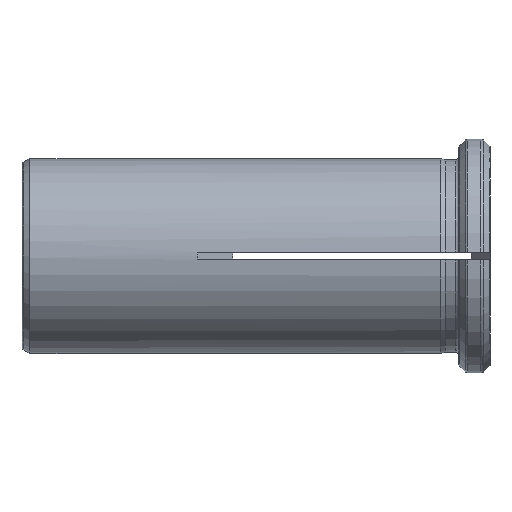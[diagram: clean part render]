
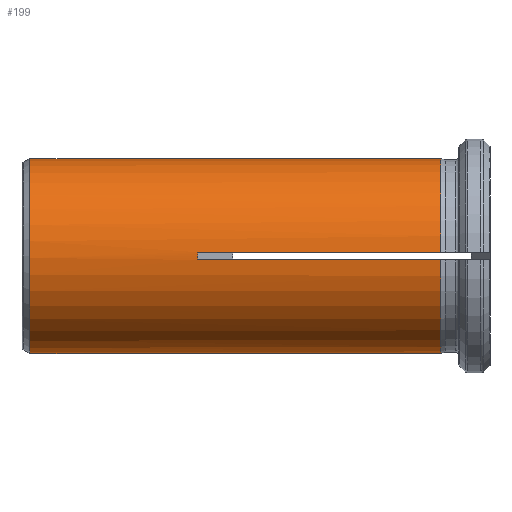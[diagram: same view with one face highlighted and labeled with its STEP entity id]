
A CAD part, front view. The second image highlights one B-rep face of the part: STEP entity #199.
In plain terms, the highlighted cylindrical face has radius 12.5 mm (diameter 25 mm), a full revolution.
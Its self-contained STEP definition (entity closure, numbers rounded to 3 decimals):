
#199=ADVANCED_FACE( '', ( #416, #417 ), #418, .T. );
#416=FACE_OUTER_BOUND( '', #651, .T. );
#417=FACE_OUTER_BOUND( '', #652, .T. );
#418=CYLINDRICAL_SURFACE( '', #653, 12.5 );
#651=EDGE_LOOP( '', ( #1185 ) );
#652=EDGE_LOOP( '', ( #1186, #1187, #1188, #1189, #1190, #1191, #1192, #1193, #1194, #1195, #1196, #1197, #1198, #1199, #1200, #1201 ) );
#653=AXIS2_PLACEMENT_3D( '', #1202, #1203, #1204 );
#1185=ORIENTED_EDGE( '', *, *, #1542, .F. );
#1186=ORIENTED_EDGE( '', *, *, #1633, .F. );
#1187=ORIENTED_EDGE( '', *, *, #1496, .T. );
#1188=ORIENTED_EDGE( '', *, *, #1558, .T. );
#1189=ORIENTED_EDGE( '', *, *, #1530, .F. );
#1190=ORIENTED_EDGE( '', *, *, #1634, .F. );
#1191=ORIENTED_EDGE( '', *, *, #1635, .T. );
#1192=ORIENTED_EDGE( '', *, *, #1623, .T. );
#1193=ORIENTED_EDGE( '', *, *, #1636, .F. );
#1194=ORIENTED_EDGE( '', *, *, #1637, .F. );
#1195=ORIENTED_EDGE( '', *, *, #1465, .T. );
#1196=ORIENTED_EDGE( '', *, *, #1638, .T. );
#1197=ORIENTED_EDGE( '', *, *, #1639, .F. );
#1198=ORIENTED_EDGE( '', *, *, #1611, .F. );
#1199=ORIENTED_EDGE( '', *, *, #1484, .T. );
#1200=ORIENTED_EDGE( '', *, *, #1413, .T. );
#1201=ORIENTED_EDGE( '', *, *, #1640, .F. );
#1202=CARTESIAN_POINT( '', ( -60., 0., 0. ) );
#1203=DIRECTION( '', ( 1., 0., 0. ) );
#1204=DIRECTION( '', ( 0., 0., 1. ) );
#1413=EDGE_CURVE( '', #1693, #1691, #1694, .F. );
#1465=EDGE_CURVE( '', #1784, #1782, #1785, .T. );
#1484=EDGE_CURVE( '', #1818, #1693, #1819, .T. );
#1496=EDGE_CURVE( '', #1837, #1835, #1838, .T. );
#1530=EDGE_CURVE( '', #1892, #1894, #1895, .T. );
#1542=EDGE_CURVE( '', #1912, #1912, #1913, .F. );
#1558=EDGE_CURVE( '', #1835, #1894, #1935, .F. );
#1611=EDGE_CURVE( '', #1818, #2006, #2007, .F. );
#1623=EDGE_CURVE( '', #2023, #2021, #2024, .F. );
#1633=EDGE_CURVE( '', #1837, #2035, #2036, .F. );
#1634=EDGE_CURVE( '', #2037, #1892, #2038, .F. );
#1635=EDGE_CURVE( '', #2037, #2023, #2039, .T. );
#1636=EDGE_CURVE( '', #2040, #2021, #2041, .T. );
#1637=EDGE_CURVE( '', #1784, #2040, #2042, .F. );
#1638=EDGE_CURVE( '', #1782, #2043, #2044, .F. );
#1639=EDGE_CURVE( '', #2006, #2043, #2045, .T. );
#1640=EDGE_CURVE( '', #2035, #1691, #2046, .T. );
#1691=VERTEX_POINT( '', #2105 );
#1693=VERTEX_POINT( '', #2108 );
#1694=ELLIPSE( '', #2109, 17.678, 12.5 );
#1782=VERTEX_POINT( '', #2269 );
#1784=VERTEX_POINT( '', #2272 );
#1785=LINE( '', #2273, #2274 );
#1818=VERTEX_POINT( '', #2347 );
#1819=LINE( '', #2348, #2349 );
#1835=VERTEX_POINT( '', #2386 );
#1837=VERTEX_POINT( '', #2389 );
#1838=LINE( '', #2390, #2391 );
#1892=VERTEX_POINT( '', #2509 );
#1894=VERTEX_POINT( '', #2514 );
#1895=LINE( '', #2515, #2516 );
#1912=VERTEX_POINT( '', #2539 );
#1913=CIRCLE( '', #2540, 12.5 );
#1935=ELLIPSE( '', #2574, 17.678, 12.5 );
#2006=VERTEX_POINT( '', #2689 );
#2007=CIRCLE( '', #2690, 12.5 );
#2021=VERTEX_POINT( '', #2718 );
#2023=VERTEX_POINT( '', #2721 );
#2024=ELLIPSE( '', #2722, 17.678, 12.5 );
#2035=VERTEX_POINT( '', #2743 );
#2036=CIRCLE( '', #2744, 12.5 );
#2037=VERTEX_POINT( '', #2745 );
#2038=CIRCLE( '', #2746, 12.5 );
#2039=LINE( '', #2747, #2748 );
#2040=VERTEX_POINT( '', #2749 );
#2041=LINE( '', #2750, #2751 );
#2042=CIRCLE( '', #2752, 12.5 );
#2043=VERTEX_POINT( '', #2753 );
#2044=ELLIPSE( '', #2754, 17.678, 12.5 );
#2045=LINE( '', #2755, #2756 );
#2046=LINE( '', #2757, #2758 );
#2105=CARTESIAN_POINT( '', ( -33.49, -0.5, -12.49 ) );
#2108=CARTESIAN_POINT( '', ( -33.49, 0.5, -12.49 ) );
#2109=AXIS2_PLACEMENT_3D( '', #2842, #2843, #2844 );
#2269=CARTESIAN_POINT( '', ( -33.49, 12.49, 0.5 ) );
#2272=CARTESIAN_POINT( '', ( -2.313, 12.49, 0.5 ) );
#2273=CARTESIAN_POINT( '', ( -60., 12.49, 0.5 ) );
#2274=VECTOR( '', #2907, 1000. );
#2347=CARTESIAN_POINT( '', ( -2.313, 0.5, -12.49 ) );
#2348=CARTESIAN_POINT( '', ( -60., 0.5, -12.49 ) );
#2349=VECTOR( '', #2918, 1000. );
#2386=CARTESIAN_POINT( '', ( -33.49, -12.49, -0.5 ) );
#2389=CARTESIAN_POINT( '', ( -2.313, -12.49, -0.5 ) );
#2390=CARTESIAN_POINT( '', ( -60., -12.49, -0.5 ) );
#2391=VECTOR( '', #2925, 1000. );
#2509=CARTESIAN_POINT( '', ( -2.313, -12.49, 0.5 ) );
#2514=CARTESIAN_POINT( '', ( -33.49, -12.49, 0.5 ) );
#2515=CARTESIAN_POINT( '', ( -60., -12.49, 0.5 ) );
#2516=VECTOR( '', #2951, 1000. );
#2539=CARTESIAN_POINT( '', ( -54.986, 0., -12.5 ) );
#2540=AXIS2_PLACEMENT_3D( '', #2967, #2968, #2969 );
#2574=AXIS2_PLACEMENT_3D( '', #2989, #2990, #2991 );
#2689=CARTESIAN_POINT( '', ( -2.313, 12.49, -0.5 ) );
#2690=AXIS2_PLACEMENT_3D( '', #3050, #3051, #3052 );
#2718=CARTESIAN_POINT( '', ( -33.49, 0.5, 12.49 ) );
#2721=CARTESIAN_POINT( '', ( -33.49, -0.5, 12.49 ) );
#2722=AXIS2_PLACEMENT_3D( '', #3061, #3062, #3063 );
#2743=CARTESIAN_POINT( '', ( -2.313, -0.5, -12.49 ) );
#2744=AXIS2_PLACEMENT_3D( '', #3069, #3070, #3071 );
#2745=CARTESIAN_POINT( '', ( -2.313, -0.5, 12.49 ) );
#2746=AXIS2_PLACEMENT_3D( '', #3072, #3073, #3074 );
#2747=CARTESIAN_POINT( '', ( -60., -0.5, 12.49 ) );
#2748=VECTOR( '', #3075, 1000. );
#2749=CARTESIAN_POINT( '', ( -2.313, 0.5, 12.49 ) );
#2750=CARTESIAN_POINT( '', ( -60., 0.5, 12.49 ) );
#2751=VECTOR( '', #3076, 1000. );
#2752=AXIS2_PLACEMENT_3D( '', #3077, #3078, #3079 );
#2753=CARTESIAN_POINT( '', ( -33.49, 12.49, -0.5 ) );
#2754=AXIS2_PLACEMENT_3D( '', #3080, #3081, #3082 );
#2755=CARTESIAN_POINT( '', ( -60., 12.49, -0.5 ) );
#2756=VECTOR( '', #3083, 1000. );
#2757=CARTESIAN_POINT( '', ( -60., -0.5, -12.49 ) );
#2758=VECTOR( '', #3084, 1000. );
#2842=CARTESIAN_POINT( '', ( -21., 0., 0. ) );
#2843=DIRECTION( '', ( 0.707, 0., -0.707 ) );
#2844=DIRECTION( '', ( -0.707, 0., -0.707 ) );
#2907=DIRECTION( '', ( -1., 0., 0. ) );
#2918=DIRECTION( '', ( -1., 0., 0. ) );
#2925=DIRECTION( '', ( -1., 0., 0. ) );
#2951=DIRECTION( '', ( -1., 0., 0. ) );
#2967=CARTESIAN_POINT( '', ( -54.986, 0., 0. ) );
#2968=DIRECTION( '', ( 1., 0., 0. ) );
#2969=DIRECTION( '', ( 0., 0., -1. ) );
#2989=CARTESIAN_POINT( '', ( -21., 0., 0. ) );
#2990=DIRECTION( '', ( 0.707, -0.707, 0. ) );
#2991=DIRECTION( '', ( -0.707, -0.707, 0. ) );
#3050=CARTESIAN_POINT( '', ( -2.313, 0., 0. ) );
#3051=DIRECTION( '', ( -1., 0., 0. ) );
#3052=DIRECTION( '', ( 0., 0., 1. ) );
#3061=CARTESIAN_POINT( '', ( -21., 0., 0. ) );
#3062=DIRECTION( '', ( 0.707, 0., 0.707 ) );
#3063=DIRECTION( '', ( -0.707, 0., 0.707 ) );
#3069=CARTESIAN_POINT( '', ( -2.313, 0., 0. ) );
#3070=DIRECTION( '', ( -1., 0., 0. ) );
#3071=DIRECTION( '', ( 0., 0., 1. ) );
#3072=CARTESIAN_POINT( '', ( -2.313, 0., 0. ) );
#3073=DIRECTION( '', ( -1., 0., 0. ) );
#3074=DIRECTION( '', ( 0., 0., 1. ) );
#3075=DIRECTION( '', ( -1., 0., 0. ) );
#3076=DIRECTION( '', ( -1., 0., 0. ) );
#3077=CARTESIAN_POINT( '', ( -2.313, 0., 0. ) );
#3078=DIRECTION( '', ( -1., 0., 0. ) );
#3079=DIRECTION( '', ( 0., 0., 1. ) );
#3080=CARTESIAN_POINT( '', ( -21., 0., 0. ) );
#3081=DIRECTION( '', ( 0.707, 0.707, 0. ) );
#3082=DIRECTION( '', ( -0.707, 0.707, 0. ) );
#3083=DIRECTION( '', ( -1., 0., 0. ) );
#3084=DIRECTION( '', ( -1., 0., 0. ) );
